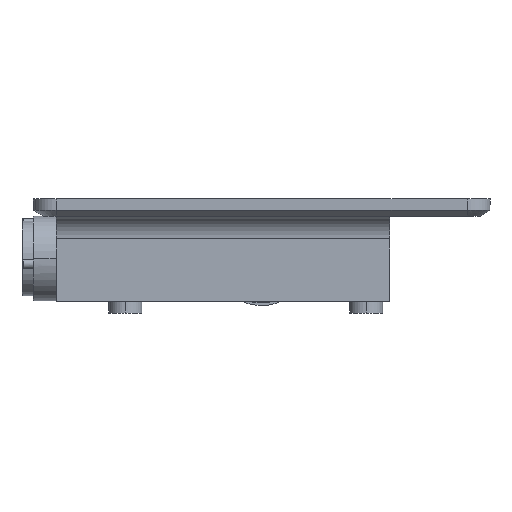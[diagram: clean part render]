
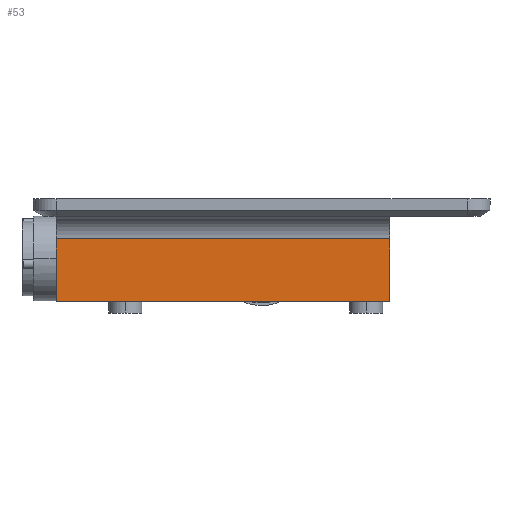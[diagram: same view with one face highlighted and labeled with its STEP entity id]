
A CAD part, front view. The second image highlights one B-rep face of the part: STEP entity #53.
In plain terms, the highlighted planar face has unit normal (0, -1, 0).
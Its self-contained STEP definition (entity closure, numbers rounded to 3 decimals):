
#53 = ADVANCED_FACE ( 'NONE', ( #85 ), #4161, .T. ) ;
#85 = FACE_OUTER_BOUND ( 'NONE', #6702, .T. ) ;
#100 = EDGE_CURVE ( 'NONE', #3993, #5174, #4111, .T. ) ;
#375 = VECTOR ( 'NONE', #2271, 1000. ) ;
#477 = ORIENTED_EDGE ( 'NONE', *, *, #100, .T. ) ;
#637 = VERTEX_POINT ( 'NONE', #6387 ) ;
#700 = DIRECTION ( 'NONE',  ( -1., 0., 0. ) ) ;
#1148 = LINE ( 'NONE', #6311, #7610 ) ;
#1272 = CARTESIAN_POINT ( 'NONE',  ( 206.82, -6.075, -35. ) ) ;
#1692 = VECTOR ( 'NONE', #6406, 1000. ) ;
#1706 = EDGE_CURVE ( 'NONE', #5174, #637, #1148, .T. ) ;
#1846 = DIRECTION ( 'NONE',  ( 0., 0., 1. ) ) ;
#1984 = VERTEX_POINT ( 'NONE', #8034 ) ;
#2059 = AXIS2_PLACEMENT_3D ( 'NONE', #6603, #6489, #6186 ) ;
#2271 = DIRECTION ( 'NONE',  ( 0., 0., 1. ) ) ;
#2805 = EDGE_CURVE ( 'NONE', #1984, #637, #7046, .T. ) ;
#2870 = ORIENTED_EDGE ( 'NONE', *, *, #2805, .F. ) ;
#3347 = LINE ( 'NONE', #3891, #1692 ) ;
#3891 = CARTESIAN_POINT ( 'NONE',  ( 206.82, -6.075, -90. ) ) ;
#3902 = VECTOR ( 'NONE', #1846, 1000. ) ;
#3993 = VERTEX_POINT ( 'NONE', #7674 ) ;
#4111 = LINE ( 'NONE', #6285, #3902 ) ;
#4161 = PLANE ( 'NONE',  #2059 ) ;
#4238 = ORIENTED_EDGE ( 'NONE', *, *, #5265, .F. ) ;
#5174 = VERTEX_POINT ( 'NONE', #1272 ) ;
#5265 = EDGE_CURVE ( 'NONE', #3993, #1984, #3347, .T. ) ;
#6186 = DIRECTION ( 'NONE',  ( 1., 0., 0. ) ) ;
#6285 = CARTESIAN_POINT ( 'NONE',  ( 206.82, -6.075, -90. ) ) ;
#6311 = CARTESIAN_POINT ( 'NONE',  ( 206.82, -6.075, -35. ) ) ;
#6387 = CARTESIAN_POINT ( 'NONE',  ( -85.18, -6.075, -35. ) ) ;
#6406 = DIRECTION ( 'NONE',  ( -1., 0., 0. ) ) ;
#6489 = DIRECTION ( 'NONE',  ( 0., -1., 0. ) ) ;
#6603 = CARTESIAN_POINT ( 'NONE',  ( 206.82, -6.075, -90. ) ) ;
#6702 = EDGE_LOOP ( 'NONE', ( #477, #6981, #2870, #4238 ) ) ;
#6981 = ORIENTED_EDGE ( 'NONE', *, *, #1706, .T. ) ;
#7046 = LINE ( 'NONE', #7269, #375 ) ;
#7269 = CARTESIAN_POINT ( 'NONE',  ( -85.18, -6.075, -90. ) ) ;
#7610 = VECTOR ( 'NONE', #700, 1000. ) ;
#7674 = CARTESIAN_POINT ( 'NONE',  ( 206.82, -6.075, -90. ) ) ;
#8034 = CARTESIAN_POINT ( 'NONE',  ( -85.18, -6.075, -90. ) ) ;
